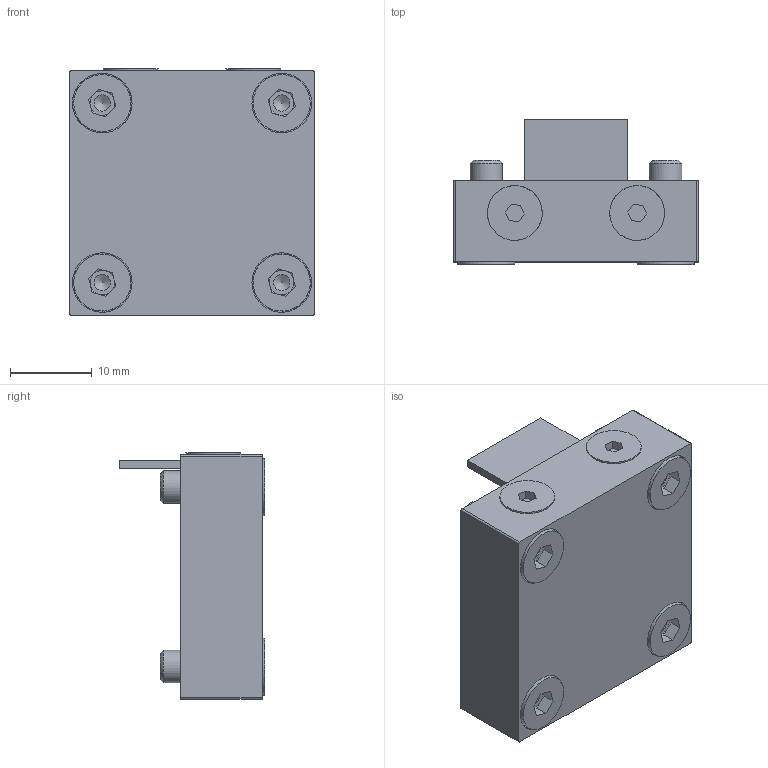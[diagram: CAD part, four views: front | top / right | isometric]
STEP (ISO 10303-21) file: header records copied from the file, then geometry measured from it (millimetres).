
FILE_DESCRIPTION(/* description */ ('Unknown'),/* implementation_level */ '2;1');
FILE_NAME(/* name */ 'A-0000168-Deckel30-Abdeckb-Klem',/* time_stamp */ '2020-04-02T14:49:48+02:00',/* author */ ('Unknown'),/* organization */ ('Unknown'),/* preprocessor_version */ 'ST-DEVELOPER v16.7',/* originating_system */ 'Solid Edge',/* authorisation */ 'Unknown');
FILE_SCHEMA (('AUTOMOTIVE_DESIGN {1 0 10303 214 3 1 1}'));
Length unit declared in the file: millimetre
Products named in the file (1): A-0000168-Deckel30-Abdeckb-Klem-dy
Bounding box: 30 x 17.8 x 30.2 mm (x, y, z)
Surface area: 5378.9 mm2 (no closed solid volume)
Topology: 0 solids, 1 shells, 185 faces, 455 edges, 290 vertices
Faces by surface type: plane 96, cylinder 43, cone 42, torus 4
Full cylindrical faces by diameter (mm): 2 x4, 3 x2, 3.1 x2, 4 x8, 4.3 x4, 6.72 x2, 7 x4, 7.3 x4, 10 x1
Entity records: 6367 total; most frequent: CARTESIAN_POINT 1088, DIRECTION 814, ORIENTED_EDGE 760, EDGE_CURVE 380, AXIS2_PLACEMENT_3D 314, VERTEX_POINT 268, FACE_BOUND 266, EDGE_LOOP 262
